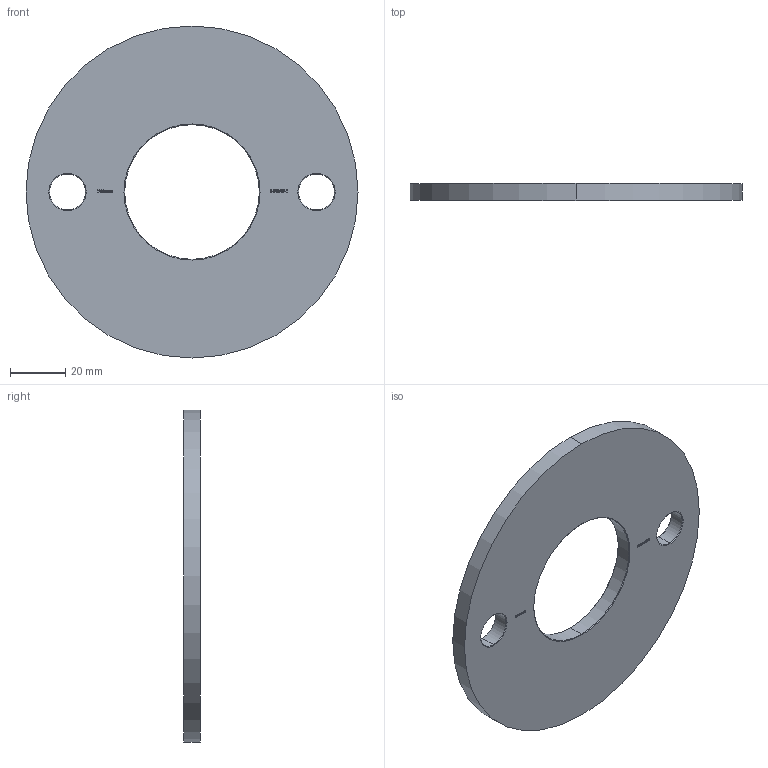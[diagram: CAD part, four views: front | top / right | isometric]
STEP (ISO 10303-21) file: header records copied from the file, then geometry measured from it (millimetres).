
FILE_DESCRIPTION (( 'STEP AP203' ), '1' );
FILE_NAME ('54303-240-R.step', '2020-10-21T10:55:21', ( '' ), ( '' ), 'SwSTEP 2.0', 'SolidWorks 2018', '' );
FILE_SCHEMA (( 'CONFIG_CONTROL_DESIGN' ));
Length unit declared in the file: millimetre
Products named in the file (2): 54303-240-R
Bounding box: 120 x 6 x 120 mm (x, y, z)
Volume: 55074.3 mm3; surface area: 21971.2 mm2
Topology: 1 solids, 1 shells, 279 faces, 738 edges, 488 vertices
Faces by surface type: plane 146, bspline 113, cone 12, cylinder 8
Entity records: 14889 total; most frequent: CARTESIAN_POINT 8556, ORIENTED_EDGE 1476, DIRECTION 876, EDGE_CURVE 738, VERTEX_POINT 488, VECTOR 484, LINE 484, EDGE_LOOP 312
